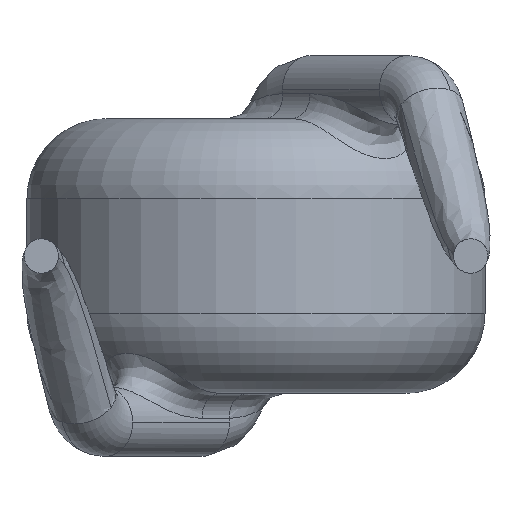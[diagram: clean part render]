
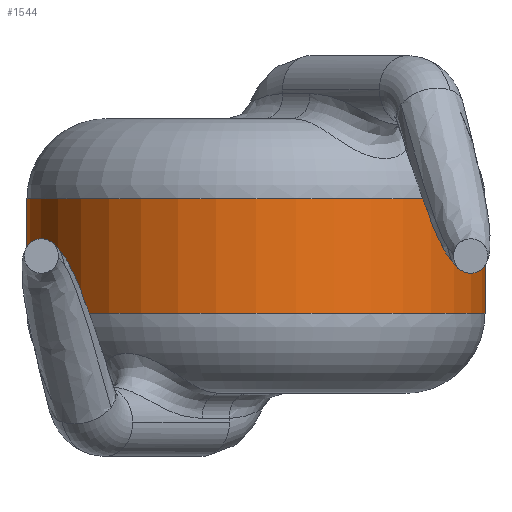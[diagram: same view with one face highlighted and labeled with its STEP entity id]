
A CAD part, front view. The second image highlights one B-rep face of the part: STEP entity #1544.
In plain terms, the highlighted cylindrical face has radius 4 mm (diameter 8 mm), a partial arc.
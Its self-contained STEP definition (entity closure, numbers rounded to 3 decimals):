
#3 = ORIENTED_EDGE ( 'NONE', *, *, #166, .T. ) ;
#97 = CARTESIAN_POINT ( 'NONE',  ( -4., 7., 1. ) ) ;
#166 = EDGE_CURVE ( 'NONE', #1093, #1117, #781, .T. ) ;
#351 = CARTESIAN_POINT ( 'NONE',  ( 0., 7., 1. ) ) ;
#364 = AXIS2_PLACEMENT_3D ( 'NONE', #2016, #777, #2024 ) ;
#391 = CARTESIAN_POINT ( 'NONE',  ( 4., 7., 2.4 ) ) ;
#500 = ORIENTED_EDGE ( 'NONE', *, *, #1340, .T. ) ;
#561 = AXIS2_PLACEMENT_3D ( 'NONE', #351, #1298, #1763 ) ;
#566 = AXIS2_PLACEMENT_3D ( 'NONE', #1479, #656, #648 ) ;
#572 = DIRECTION ( 'NONE',  ( 0., 0., -1. ) ) ;
#648 = DIRECTION ( 'NONE',  ( -1., 0., 0. ) ) ;
#653 = LINE ( 'NONE', #848, #1380 ) ;
#656 = DIRECTION ( 'NONE',  ( 0., 0., 1. ) ) ;
#762 = ORIENTED_EDGE ( 'NONE', *, *, #1862, .T. ) ;
#777 = DIRECTION ( 'NONE',  ( 0., 0., -1. ) ) ;
#781 = CIRCLE ( 'NONE', #561, 4. ) ;
#848 = CARTESIAN_POINT ( 'NONE',  ( -4., 7., 2.4 ) ) ;
#986 = ORIENTED_EDGE ( 'NONE', *, *, #1790, .F. ) ;
#1076 = CIRCLE ( 'NONE', #566, 4. ) ;
#1093 = VERTEX_POINT ( 'NONE', #1686 ) ;
#1102 = VECTOR ( 'NONE', #1608, 1000. ) ;
#1117 = VERTEX_POINT ( 'NONE', #97 ) ;
#1166 = LINE ( 'NONE', #391, #1102 ) ;
#1298 = DIRECTION ( 'NONE',  ( 0., 0., -1. ) ) ;
#1305 = CARTESIAN_POINT ( 'NONE',  ( -4., 7., -1. ) ) ;
#1340 = EDGE_CURVE ( 'NONE', #1117, #1764, #653, .T. ) ;
#1341 = FACE_OUTER_BOUND ( 'NONE', #1954, .T. ) ;
#1380 = VECTOR ( 'NONE', #572, 1000. ) ;
#1404 = CARTESIAN_POINT ( 'NONE',  ( 4., 7., -1. ) ) ;
#1479 = CARTESIAN_POINT ( 'NONE',  ( 0., 7., -1. ) ) ;
#1544 = ADVANCED_FACE ( 'NONE', ( #1341 ), #1709, .T. ) ;
#1608 = DIRECTION ( 'NONE',  ( 0., 0., -1. ) ) ;
#1686 = CARTESIAN_POINT ( 'NONE',  ( 4., 7., 1. ) ) ;
#1709 = CYLINDRICAL_SURFACE ( 'NONE', #364, 4. ) ;
#1763 = DIRECTION ( 'NONE',  ( 1., 0., 0. ) ) ;
#1764 = VERTEX_POINT ( 'NONE', #1305 ) ;
#1790 = EDGE_CURVE ( 'NONE', #1093, #1987, #1166, .T. ) ;
#1862 = EDGE_CURVE ( 'NONE', #1764, #1987, #1076, .T. ) ;
#1954 = EDGE_LOOP ( 'NONE', ( #986, #3, #500, #762 ) ) ;
#1987 = VERTEX_POINT ( 'NONE', #1404 ) ;
#2016 = CARTESIAN_POINT ( 'NONE',  ( 0., 7., 2.4 ) ) ;
#2024 = DIRECTION ( 'NONE',  ( -1., 0., 0. ) ) ;
